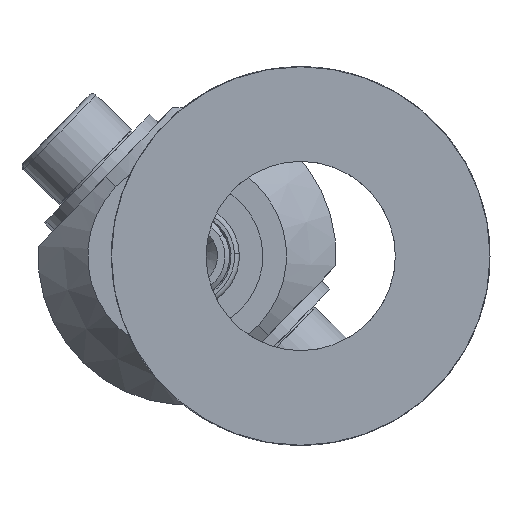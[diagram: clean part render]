
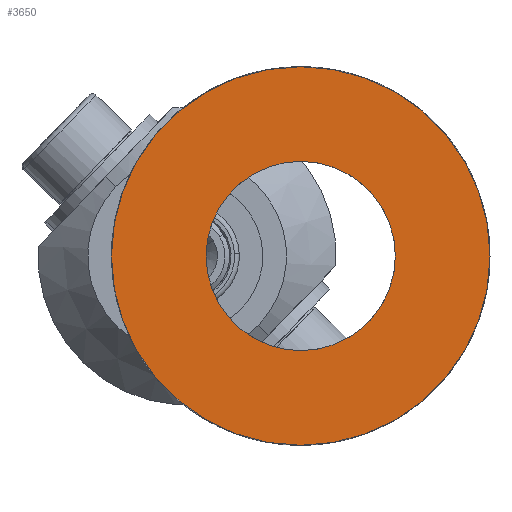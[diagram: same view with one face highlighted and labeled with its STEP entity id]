
A CAD part, left-side view. The second image highlights one B-rep face of the part: STEP entity #3650.
In plain terms, the highlighted face is planar.
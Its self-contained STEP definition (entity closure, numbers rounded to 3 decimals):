
#484=PLANE('',#7053);
#1234=VERTEX_POINT('',#6004);
#1270=VERTEX_POINT('',#6331);
#1504=CIRCLE('',#7031,2.);
#1510=CIRCLE('',#7052,4.);
#1898=EDGE_CURVE('',#1234,#1234,#1504,.T.);
#1949=EDGE_CURVE('',#1270,#1270,#1510,.T.);
#2868=ORIENTED_EDGE('',*,*,#1898,.T.);
#2869=ORIENTED_EDGE('',*,*,#1949,.F.);
#3192=EDGE_LOOP('',(#2868));
#3193=EDGE_LOOP('',(#2869));
#3438=FACE_BOUND('',#3192,.T.);
#3439=FACE_BOUND('',#3193,.T.);
#3650=ADVANCED_FACE('',(#3438,#3439),#484,.T.);
#4568=DIRECTION('',(0.,0.,-1.));
#4569=DIRECTION('',(2.,0.,0.));
#4626=DIRECTION('',(0.,0.,-1.));
#4627=DIRECTION('',(4.,0.,0.));
#4628=DIRECTION('',(0.,0.,1.));
#6003=CARTESIAN_POINT('',(0.,0.,8.));
#6004=CARTESIAN_POINT('',(-2.,0.,8.));
#6330=CARTESIAN_POINT('',(0.,0.,8.));
#6331=CARTESIAN_POINT('',(4.,0.,8.));
#6332=CARTESIAN_POINT('',(0.,0.,8.));
#7031=AXIS2_PLACEMENT_3D('',#6003,#4568,#4569);
#7052=AXIS2_PLACEMENT_3D('',#6330,#4626,#4627);
#7053=AXIS2_PLACEMENT_3D('',#6332,#4628,$);
